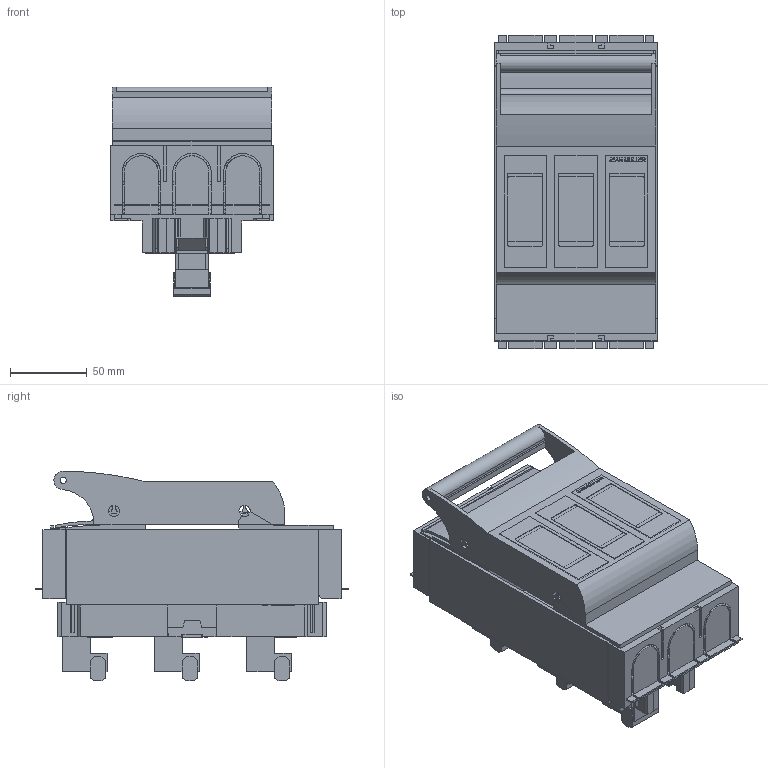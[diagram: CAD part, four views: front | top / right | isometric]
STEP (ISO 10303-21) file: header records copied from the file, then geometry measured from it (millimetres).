
FILE_DESCRIPTION(('CATIA V5 STEP'),'2;1');
FILE_NAME('T0582_L_KETO-00-3_60_Ao.stp','2015-01-29T10:47:56+00:00',('none'),('Jean Müller GmbH'),'CATIA Version 5 Release 19 SP 9 (IN-10)','CATIA V5 STEP AP214','none');
FILE_SCHEMA(('AUTOMOTIVE_DESIGN { 1 0 10303 214 1 1 1 1 }'));
Products named in the file (13): T0582_03_KETO-00-3/60/Ao; 34171_L_Abdeckung oben Gr00_3-polig; 34172_L_Abdeckung unten Gr00_3-polig; 158594_L_Anschlussschiene L1; 158595_L_Anschlussschiene L2; 158596_L_Anschlussschiene L3; 34200_L01_Frontplatte Gr00_3-polig kpl; 34200_L_Frontplatte Gr00_3-polig; 34207_L01_Scheibe Gr00-KETO; 34207_L_Scheibe Gr00; 5491_10_SK-Klemme kpl  Trenner Gr00; 153126_L01_Federkontakt Gr00; 34178_L_Trennergehaeuse Gr00-3-polig_SST
Assembly tree (17 placements, depth 3):
  T0582_03_KETO-00-3/60/Ao
    34171_L_Abdeckung oben Gr00_3-polig
    34172_L_Abdeckung unten Gr00_3-polig
    158594_L_Anschlussschiene L1
    158595_L_Anschlussschiene L2
    158596_L_Anschlussschiene L3
    34200_L01_Frontplatte Gr00_3-polig kpl
      34200_L_Frontplatte Gr00_3-polig
      34207_L01_Scheibe Gr00-KETO  x2
      34207_L_Scheibe Gr00
    5491_10_SK-Klemme kpl  Trenner Gr00  x3
    153126_L01_Federkontakt Gr00  x3
    34178_L_Trennergehaeuse Gr00-3-polig_SST
Bounding box: 105.5 x 204 x 136.49 mm (x, y, z)
Volume: 874897 mm3; surface area: 347152.1 mm2
Topology: 19 solids, 21 shells, 2573 faces, 7837 edges, 5267 vertices
Faces by surface type: plane 2070, cylinder 317, cone 138, torus 48
Entity records: 77160 total; most frequent: ORIENTED_EDGE 14694, CARTESIAN_POINT 14435, DIRECTION 9894, EDGE_CURVE 7347, VECTOR 6100, LINE 6100, VERTEX_POINT 4937, EDGE_LOOP 2492
